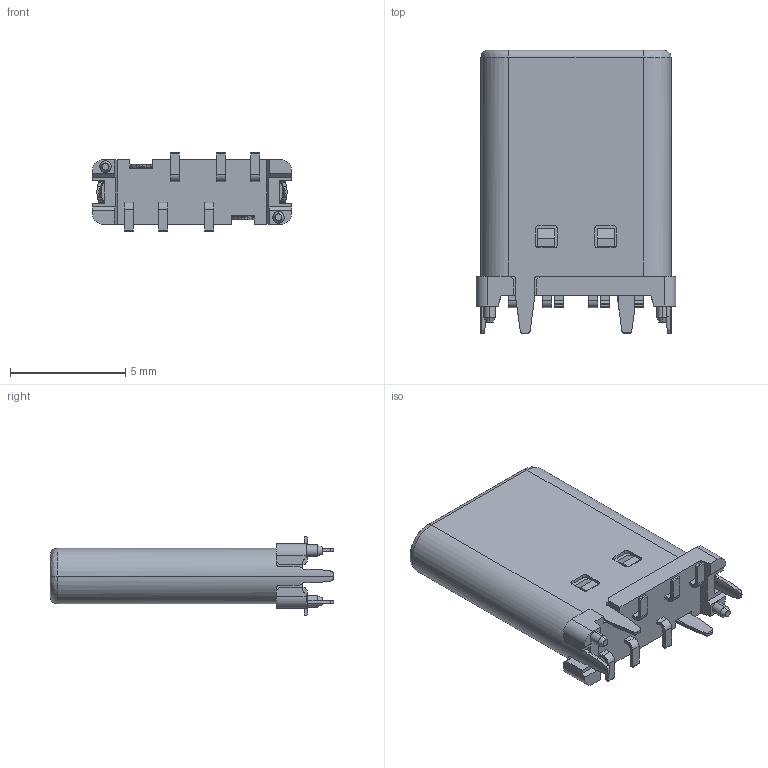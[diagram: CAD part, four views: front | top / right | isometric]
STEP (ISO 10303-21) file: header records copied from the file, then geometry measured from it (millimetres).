
FILE_DESCRIPTION(('STEP AP242'),'1');
FILE_NAME('usb4180-03-0120-c.stp','2023-05-22T11:24:51',('TraceParts'),('TraceParts S.A.'),'Spatial InterOp 3D',' ',' ');
FILE_SCHEMA(('AP242_MANAGED_MODEL_BASED_3D_ENGINEERING_MIM_LF {1 0 10303 442 1 1 4}'));
Length unit declared in the file: millimetre
Products named in the file (1): usb4180-03-0120-c_1
Bounding box: 8.66 x 12.3 x 3.4 mm (x, y, z)
Volume: 158.3 mm3; surface area: 845.8 mm2
Topology: 2 solids, 18 shells, 1097 faces, 3119 edges, 2042 vertices
Faces by surface type: plane 747, cylinder 294, cone 40, bspline 16
Entity records: 43118 total; most frequent: CARTESIAN_POINT 8497, ORIENTED_EDGE 6238, DIRECTION 5321, EDGE_CURVE 3119, LINE 2265, VECTOR 2265, VERTEX_POINT 2042, AXIS2_PLACEMENT_3D 1528
